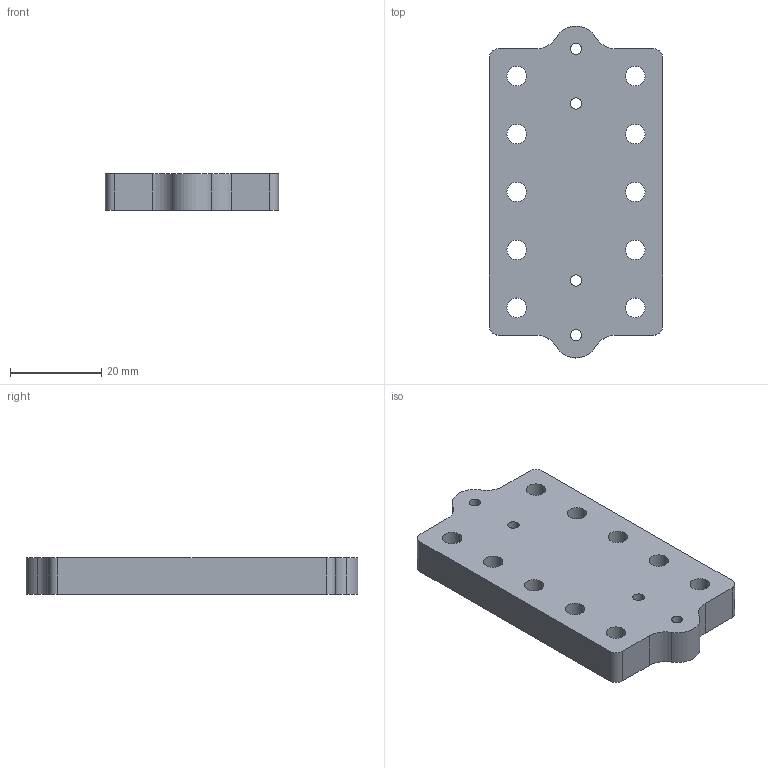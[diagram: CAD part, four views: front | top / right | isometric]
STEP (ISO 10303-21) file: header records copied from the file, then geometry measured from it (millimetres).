
FILE_DESCRIPTION (( 'STEP AP203' ), '1' );
FILE_NAME ('EXXON_USI_07_Aa.STEP', '2020-09-18T15:45:01', ( '' ), ( '' ), 'SwSTEP 2.0', 'SolidWorks 2020', '' );
FILE_SCHEMA (( 'CONFIG_CONTROL_DESIGN' ));
Length unit declared in the file: millimetre
Products named in the file (1): EXXON_USI_07_Aa
Bounding box: 38 x 72.8 x 8 mm (x, y, z)
Volume: 15058.7 mm3; surface area: 8338.6 mm2
Topology: 1 solids, 1 shells, 96 faces, 267 edges, 178 vertices
Faces by surface type: cylinder 73, plane 23
Entity records: 3290 total; most frequent: DIRECTION 607, CARTESIAN_POINT 542, ORIENTED_EDGE 534, EDGE_CURVE 267, AXIS2_PLACEMENT_3D 243, VERTEX_POINT 178, CIRCLE 146, EDGE_LOOP 129
